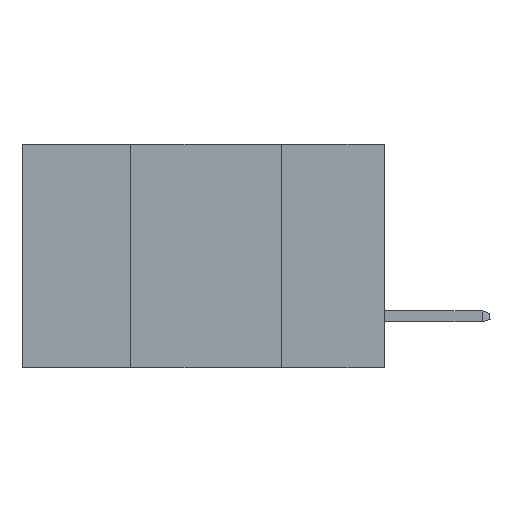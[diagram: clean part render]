
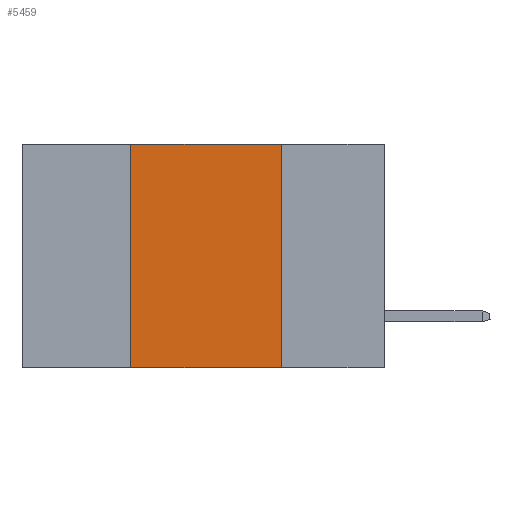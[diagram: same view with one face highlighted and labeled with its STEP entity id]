
A CAD part, left-side view. The second image highlights one B-rep face of the part: STEP entity #5459.
In plain terms, the highlighted planar face has unit normal (-1, 0, 0).
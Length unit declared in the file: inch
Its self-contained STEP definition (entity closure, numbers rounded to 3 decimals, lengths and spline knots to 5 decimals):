
#221 = PLANE ( 'NONE',  #9061 ) ;
#1250 = VECTOR ( 'NONE', #17438, 39.37008 ) ;
#1995 = CARTESIAN_POINT ( 'NONE',  ( 0., 0.6, 0. ) ) ;
#2128 = FACE_OUTER_BOUND ( 'NONE', #17153, .T. ) ;
#2207 = ORIENTED_EDGE ( 'NONE', *, *, #6512, .T. ) ;
#2438 = VECTOR ( 'NONE', #18718, 39.37008 ) ;
#2454 = LINE ( 'NONE', #13640, #13910 ) ;
#2722 = ORIENTED_EDGE ( 'NONE', *, *, #14974, .F. ) ;
#3704 = EDGE_CURVE ( 'NONE', #4944, #4572, #16527, .T. ) ;
#4572 = VERTEX_POINT ( 'NONE', #12546 ) ;
#4944 = VERTEX_POINT ( 'NONE', #10165 ) ;
#5459 = ADVANCED_FACE ( 'NONE', ( #2128 ), #221, .F. ) ;
#6291 = CARTESIAN_POINT ( 'NONE',  ( 0., 0.17, 0. ) ) ;
#6512 = EDGE_CURVE ( 'NONE', #4944, #14514, #2454, .T. ) ;
#7496 = ORIENTED_EDGE ( 'NONE', *, *, #8627, .F. ) ;
#7663 = ORIENTED_EDGE ( 'NONE', *, *, #3704, .F. ) ;
#8627 = EDGE_CURVE ( 'NONE', #14275, #14514, #19283, .T. ) ;
#8738 = CARTESIAN_POINT ( 'NONE',  ( 0., 0.17, 0. ) ) ;
#9061 = AXIS2_PLACEMENT_3D ( 'NONE', #15465, #10864, #18320 ) ;
#10165 = CARTESIAN_POINT ( 'NONE',  ( 0., 0.42, -0.37 ) ) ;
#10864 = DIRECTION ( 'NONE',  ( 1., 0., 0. ) ) ;
#11932 = DIRECTION ( 'NONE',  ( 0., 0., -1. ) ) ;
#12546 = CARTESIAN_POINT ( 'NONE',  ( 0., 0.42, 0. ) ) ;
#12725 = CARTESIAN_POINT ( 'NONE',  ( 0., 0.42, 0. ) ) ;
#13198 = CARTESIAN_POINT ( 'NONE',  ( 0., 0.17, -0.37 ) ) ;
#13329 = VECTOR ( 'NONE', #11932, 39.37008 ) ;
#13640 = CARTESIAN_POINT ( 'NONE',  ( 0., 0.6, -0.37 ) ) ;
#13910 = VECTOR ( 'NONE', #15372, 39.37008 ) ;
#14275 = VERTEX_POINT ( 'NONE', #6291 ) ;
#14514 = VERTEX_POINT ( 'NONE', #13198 ) ;
#14974 = EDGE_CURVE ( 'NONE', #4572, #14275, #17436, .T. ) ;
#15372 = DIRECTION ( 'NONE',  ( 0., -1., 0. ) ) ;
#15465 = CARTESIAN_POINT ( 'NONE',  ( 0., 0.6, 0. ) ) ;
#16527 = LINE ( 'NONE', #12725, #2438 ) ;
#17153 = EDGE_LOOP ( 'NONE', ( #7496, #2722, #7663, #2207 ) ) ;
#17436 = LINE ( 'NONE', #1995, #1250 ) ;
#17438 = DIRECTION ( 'NONE',  ( 0., -1., 0. ) ) ;
#18320 = DIRECTION ( 'NONE',  ( 0., 0., -1. ) ) ;
#18718 = DIRECTION ( 'NONE',  ( 0., 0., 1. ) ) ;
#19283 = LINE ( 'NONE', #8738, #13329 ) ;
